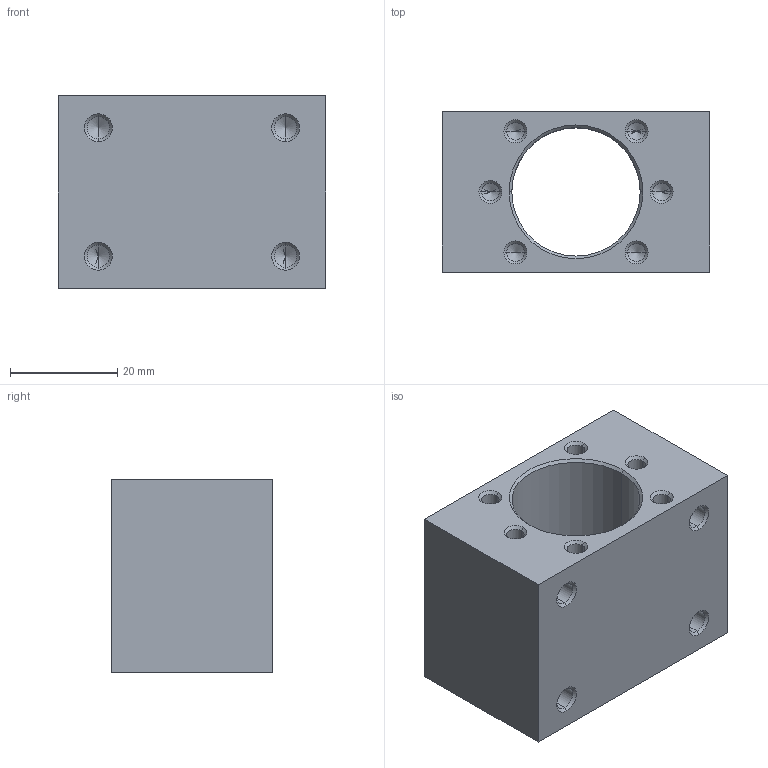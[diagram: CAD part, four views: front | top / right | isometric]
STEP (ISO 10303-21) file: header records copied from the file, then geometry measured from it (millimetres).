
FILE_DESCRIPTION (( 'STEP AP203' ), '1' );
FILE_NAME ('B592 Ìîäóëü êðåïëåíèÿ ãàéêè DSG12 (ïîä SFU1204 SFS1205).step', '2025-11-06T10:51:45', ( '' ), ( '' ), 'SwSTEP 2.0', 'SolidWorks 2025', '' );
FILE_SCHEMA (( 'CONFIG_CONTROL_DESIGN' ));
Length unit declared in the file: millimetre
Products named in the file (2): B592 Модуль крепления гайки DSG12 (под SFU1204  SFS1205); B592 Модуль крепления гайки DSG12 (под SFU1204  SFS1205)_DSG12H
Assembly tree (1 placements, depth 2):
  B592 Модуль крепления гайки DSG12 (под SFU1204  SFS1205)
    B592 Модуль крепления гайки DSG12 (под SFU1204  SFS1205)_DSG12H
Bounding box: 50 x 30 x 36 mm (x, y, z)
Volume: 36428 mm3; surface area: 11826.6 mm2
Topology: 1 solids, 1 shells, 72 faces, 166 edges, 86 vertices
Faces by surface type: cone 44, cylinder 22, plane 6
Entity records: 2066 total; most frequent: DIRECTION 366, CARTESIAN_POINT 308, ORIENTED_EDGE 292, EDGE_CURVE 146, AXIS2_PLACEMENT_3D 144, VERTEX_POINT 86, EDGE_LOOP 84, LINE 78
